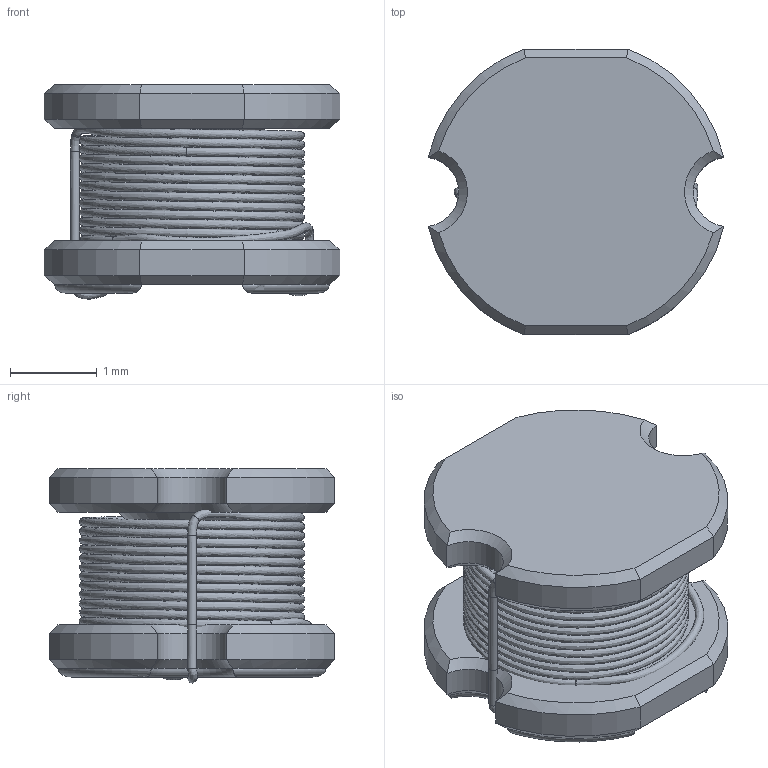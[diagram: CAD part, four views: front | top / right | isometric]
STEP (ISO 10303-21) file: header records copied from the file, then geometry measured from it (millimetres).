
FILE_DESCRIPTION(('CAx-IF Rec.Pracs.---Model Styling and Organization---1.5---2016-08-15','CAx-IF Rec.Pracs.---Geometric and Assembly Validation Properties---4.4---2016-08-17','CAx-IF Rec.Pracs.---User Defined Attributes---1.5---2016-08-15','CAx-IF Rec.Pracs.---External References---2.1---2005-01-19'),'2;1');
FILE_NAME('Inductor_CD32.STEP.stp','2021-04-21T21:41:31',('Unspecified'),('Unspecified'),'CAD Exchanger 3.8.0 (cadexchanger.com)','Unspecified','');
FILE_SCHEMA(('AUTOMOTIVE_DESIGN { 1 0 10303 214 1 1 1 1 }'));
Length unit declared in the file: millimetre
Assembly tree (5 placements, depth 2):
  (unnamed)
    (unnamed)
    (unnamed)
    (unnamed)
    (unnamed)
    (unnamed)
Bounding box: 3.41 x 3.29 x 2.47 mm (x, y, z)
Volume: 12.3 mm3; surface area: 87.9 mm2
Topology: 4 solids, 4 shells, 78 faces, 164 edges, 97 vertices
Faces by surface type: cone 26, plane 22, cylinder 17, bspline 7, torus 6
Full cylindrical faces by diameter (mm): 0.1 x1, 1.5 x1
Entity records: 6036 total; most frequent: CARTESIAN_POINT 3792, ORIENTED_EDGE 326, DIRECTION 301, EDGE_CURVE 164, AXIS2_PLACEMENT_3D 133, VERTEX_POINT 97, FACE_BOUND 80, EDGE_LOOP 80
